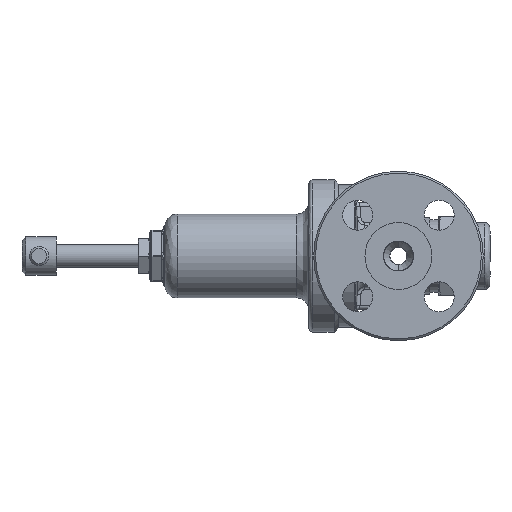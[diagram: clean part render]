
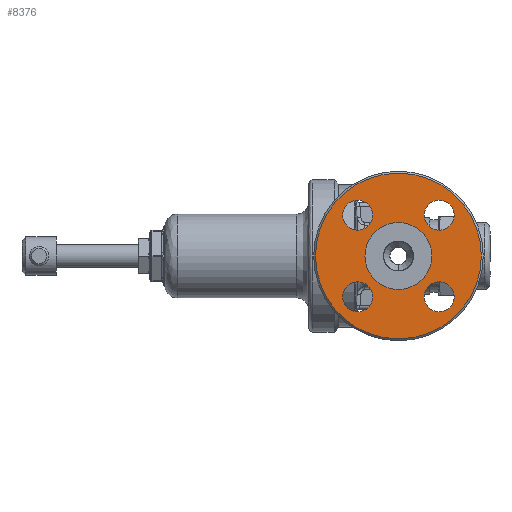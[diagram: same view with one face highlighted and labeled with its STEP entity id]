
A CAD part, left-side view. The second image highlights one B-rep face of the part: STEP entity #8376.
In plain terms, the highlighted planar face has unit normal (-1, 0, 0).
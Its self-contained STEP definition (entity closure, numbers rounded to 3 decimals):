
#124 = DIRECTION ( 'NONE',  ( 0., 0., 1. ) ) ;
#367 = DIRECTION ( 'NONE',  ( -1., 0., 0. ) ) ;
#473 = CARTESIAN_POINT ( 'NONE',  ( -63.4, 21.39, -29.24 ) ) ;
#808 = DIRECTION ( 'NONE',  ( 0., 0., -1. ) ) ;
#811 = CARTESIAN_POINT ( 'NONE',  ( -63.4, 0., -17.55 ) ) ;
#1013 = VERTEX_POINT ( 'NONE', #13423 ) ;
#1185 = EDGE_CURVE ( 'NONE', #21274, #16231, #8017, .T. ) ;
#1462 = CIRCLE ( 'NONE', #7913, 7.85 ) ;
#1638 = CARTESIAN_POINT ( 'NONE',  ( -63.4, -21.39, 21.39 ) ) ;
#1853 = EDGE_LOOP ( 'NONE', ( #6813, #14686 ) ) ;
#1938 = CIRCLE ( 'NONE', #7326, 17.55 ) ;
#1999 = AXIS2_PLACEMENT_3D ( 'NONE', #13876, #8915, #7188 ) ;
#2018 = EDGE_CURVE ( 'NONE', #6200, #2036, #1462, .T. ) ;
#2036 = VERTEX_POINT ( 'NONE', #6463 ) ;
#2283 = DIRECTION ( 'NONE',  ( 1., 0., 0. ) ) ;
#2555 = CARTESIAN_POINT ( 'NONE',  ( -63.4, 21.39, 21.39 ) ) ;
#2692 = DIRECTION ( 'NONE',  ( 0., 0., -1. ) ) ;
#2694 = DIRECTION ( 'NONE',  ( 0., 0., -1. ) ) ;
#3000 = CARTESIAN_POINT ( 'NONE',  ( -63.4, -21.39, -29.24 ) ) ;
#3045 = CARTESIAN_POINT ( 'NONE',  ( -63.4, 21.39, 13.54 ) ) ;
#3348 = CARTESIAN_POINT ( 'NONE',  ( -63.4, 17.55, 0. ) ) ;
#3428 = AXIS2_PLACEMENT_3D ( 'NONE', #17319, #2283, #9019 ) ;
#3484 = PLANE ( 'NONE',  #4347 ) ;
#3764 = EDGE_LOOP ( 'NONE', ( #20850, #21345 ) ) ;
#3996 = AXIS2_PLACEMENT_3D ( 'NONE', #21045, #7406, #20753 ) ;
#4221 = AXIS2_PLACEMENT_3D ( 'NONE', #7331, #15808, #9122 ) ;
#4347 = AXIS2_PLACEMENT_3D ( 'NONE', #3348, #16708, #5156 ) ;
#4494 = CARTESIAN_POINT ( 'NONE',  ( -63.4, 21.39, 21.39 ) ) ;
#4500 = EDGE_CURVE ( 'NONE', #2036, #6200, #15406, .T. ) ;
#4612 = CIRCLE ( 'NONE', #21038, 7.85 ) ;
#4810 = DIRECTION ( 'NONE',  ( 1., 0., 0. ) ) ;
#5153 = DIRECTION ( 'NONE',  ( 0., 0., -1. ) ) ;
#5156 = DIRECTION ( 'NONE',  ( 0., 0., 1. ) ) ;
#5640 = CIRCLE ( 'NONE', #19221, 7.85 ) ;
#5829 = CARTESIAN_POINT ( 'NONE',  ( -63.4, -43.45, 0. ) ) ;
#5864 = FACE_BOUND ( 'NONE', #17454, .T. ) ;
#6095 = CARTESIAN_POINT ( 'NONE',  ( -63.4, -21.39, -21.39 ) ) ;
#6196 = ORIENTED_EDGE ( 'NONE', *, *, #21025, .T. ) ;
#6200 = VERTEX_POINT ( 'NONE', #3000 ) ;
#6450 = EDGE_CURVE ( 'NONE', #1013, #13725, #4612, .T. ) ;
#6463 = CARTESIAN_POINT ( 'NONE',  ( -63.4, -21.39, -13.54 ) ) ;
#6532 = DIRECTION ( 'NONE',  ( 1., 0., 0. ) ) ;
#6813 = ORIENTED_EDGE ( 'NONE', *, *, #7036, .T. ) ;
#6901 = ORIENTED_EDGE ( 'NONE', *, *, #13457, .T. ) ;
#7003 = CARTESIAN_POINT ( 'NONE',  ( -63.4, 0., 0. ) ) ;
#7004 = AXIS2_PLACEMENT_3D ( 'NONE', #7003, #367, #15495 ) ;
#7036 = EDGE_CURVE ( 'NONE', #7189, #17130, #15603, .T. ) ;
#7105 = CIRCLE ( 'NONE', #7266, 7.85 ) ;
#7188 = DIRECTION ( 'NONE',  ( 0., 1., 0. ) ) ;
#7189 = VERTEX_POINT ( 'NONE', #473 ) ;
#7223 = CIRCLE ( 'NONE', #4221, 7.85 ) ;
#7266 = AXIS2_PLACEMENT_3D ( 'NONE', #4494, #17957, #2692 ) ;
#7326 = AXIS2_PLACEMENT_3D ( 'NONE', #11602, #4810, #124 ) ;
#7331 = CARTESIAN_POINT ( 'NONE',  ( -63.4, 21.39, -21.39 ) ) ;
#7373 = CARTESIAN_POINT ( 'NONE',  ( -63.4, 21.39, -13.54 ) ) ;
#7391 = VERTEX_POINT ( 'NONE', #5829 ) ;
#7397 = CIRCLE ( 'NONE', #7004, 43.45 ) ;
#7406 = DIRECTION ( 'NONE',  ( 1., 0., 0. ) ) ;
#7655 = DIRECTION ( 'NONE',  ( 1., 0., 0. ) ) ;
#7913 = AXIS2_PLACEMENT_3D ( 'NONE', #6095, #7655, #2694 ) ;
#8017 = CIRCLE ( 'NONE', #3428, 7.85 ) ;
#8376 = ADVANCED_FACE ( 'NONE', ( #16602, #10873, #9319, #9569, #5864, #11118 ), #3484, .T. ) ;
#8469 = EDGE_CURVE ( 'NONE', #13230, #7391, #9841, .T. ) ;
#8770 = CARTESIAN_POINT ( 'NONE',  ( -63.4, -21.39, 29.24 ) ) ;
#8888 = DIRECTION ( 'NONE',  ( 1., 0., 0. ) ) ;
#8915 = DIRECTION ( 'NONE',  ( -1., 0., 0. ) ) ;
#9019 = DIRECTION ( 'NONE',  ( 0., 0., -1. ) ) ;
#9122 = DIRECTION ( 'NONE',  ( 0., 0., -1. ) ) ;
#9212 = DIRECTION ( 'NONE',  ( 1., 0., 0. ) ) ;
#9319 = FACE_BOUND ( 'NONE', #21602, .T. ) ;
#9569 = FACE_BOUND ( 'NONE', #3764, .T. ) ;
#9841 = CIRCLE ( 'NONE', #1999, 43.45 ) ;
#9931 = CARTESIAN_POINT ( 'NONE',  ( -63.4, -21.39, 13.54 ) ) ;
#10068 = EDGE_CURVE ( 'NONE', #12197, #12964, #1938, .T. ) ;
#10267 = ORIENTED_EDGE ( 'NONE', *, *, #6450, .T. ) ;
#10873 = FACE_OUTER_BOUND ( 'NONE', #11747, .T. ) ;
#11118 = FACE_BOUND ( 'NONE', #1853, .T. ) ;
#11582 = DIRECTION ( 'NONE',  ( 1., 0., 0. ) ) ;
#11602 = CARTESIAN_POINT ( 'NONE',  ( -63.4, 0., 0. ) ) ;
#11747 = EDGE_LOOP ( 'NONE', ( #12917, #21480 ) ) ;
#12030 = CARTESIAN_POINT ( 'NONE',  ( -63.4, 0., 17.55 ) ) ;
#12148 = CARTESIAN_POINT ( 'NONE',  ( -63.4, 43.45, 0. ) ) ;
#12197 = VERTEX_POINT ( 'NONE', #811 ) ;
#12344 = AXIS2_PLACEMENT_3D ( 'NONE', #21627, #11582, #18295 ) ;
#12917 = ORIENTED_EDGE ( 'NONE', *, *, #8469, .T. ) ;
#12964 = VERTEX_POINT ( 'NONE', #12030 ) ;
#13230 = VERTEX_POINT ( 'NONE', #12148 ) ;
#13304 = EDGE_CURVE ( 'NONE', #7391, #13230, #7397, .T. ) ;
#13423 = CARTESIAN_POINT ( 'NONE',  ( -63.4, 21.39, 29.24 ) ) ;
#13457 = EDGE_CURVE ( 'NONE', #13725, #1013, #7105, .T. ) ;
#13568 = AXIS2_PLACEMENT_3D ( 'NONE', #17494, #8888, #808 ) ;
#13725 = VERTEX_POINT ( 'NONE', #3045 ) ;
#13876 = CARTESIAN_POINT ( 'NONE',  ( -63.4, 0., 0. ) ) ;
#14686 = ORIENTED_EDGE ( 'NONE', *, *, #16276, .T. ) ;
#15406 = CIRCLE ( 'NONE', #13568, 7.85 ) ;
#15495 = DIRECTION ( 'NONE',  ( 0., 1., 0. ) ) ;
#15603 = CIRCLE ( 'NONE', #12344, 7.85 ) ;
#15808 = DIRECTION ( 'NONE',  ( 1., 0., 0. ) ) ;
#15827 = EDGE_LOOP ( 'NONE', ( #6196, #19571 ) ) ;
#16045 = EDGE_CURVE ( 'NONE', #16231, #21274, #5640, .T. ) ;
#16231 = VERTEX_POINT ( 'NONE', #8770 ) ;
#16276 = EDGE_CURVE ( 'NONE', #17130, #7189, #7223, .T. ) ;
#16602 = FACE_BOUND ( 'NONE', #15827, .T. ) ;
#16708 = DIRECTION ( 'NONE',  ( -1., 0., 0. ) ) ;
#16736 = ORIENTED_EDGE ( 'NONE', *, *, #2018, .T. ) ;
#17130 = VERTEX_POINT ( 'NONE', #7373 ) ;
#17319 = CARTESIAN_POINT ( 'NONE',  ( -63.4, -21.39, 21.39 ) ) ;
#17379 = DIRECTION ( 'NONE',  ( 0., 0., -1. ) ) ;
#17454 = EDGE_LOOP ( 'NONE', ( #16736, #17647 ) ) ;
#17494 = CARTESIAN_POINT ( 'NONE',  ( -63.4, -21.39, -21.39 ) ) ;
#17647 = ORIENTED_EDGE ( 'NONE', *, *, #4500, .T. ) ;
#17957 = DIRECTION ( 'NONE',  ( 1., 0., 0. ) ) ;
#18295 = DIRECTION ( 'NONE',  ( 0., 0., -1. ) ) ;
#19221 = AXIS2_PLACEMENT_3D ( 'NONE', #1638, #6532, #5153 ) ;
#19571 = ORIENTED_EDGE ( 'NONE', *, *, #10068, .T. ) ;
#19964 = CIRCLE ( 'NONE', #3996, 17.55 ) ;
#20753 = DIRECTION ( 'NONE',  ( 0., 0., 1. ) ) ;
#20850 = ORIENTED_EDGE ( 'NONE', *, *, #1185, .T. ) ;
#21025 = EDGE_CURVE ( 'NONE', #12964, #12197, #19964, .T. ) ;
#21038 = AXIS2_PLACEMENT_3D ( 'NONE', #2555, #9212, #17379 ) ;
#21045 = CARTESIAN_POINT ( 'NONE',  ( -63.4, 0., 0. ) ) ;
#21274 = VERTEX_POINT ( 'NONE', #9931 ) ;
#21345 = ORIENTED_EDGE ( 'NONE', *, *, #16045, .T. ) ;
#21480 = ORIENTED_EDGE ( 'NONE', *, *, #13304, .T. ) ;
#21602 = EDGE_LOOP ( 'NONE', ( #6901, #10267 ) ) ;
#21627 = CARTESIAN_POINT ( 'NONE',  ( -63.4, 21.39, -21.39 ) ) ;
